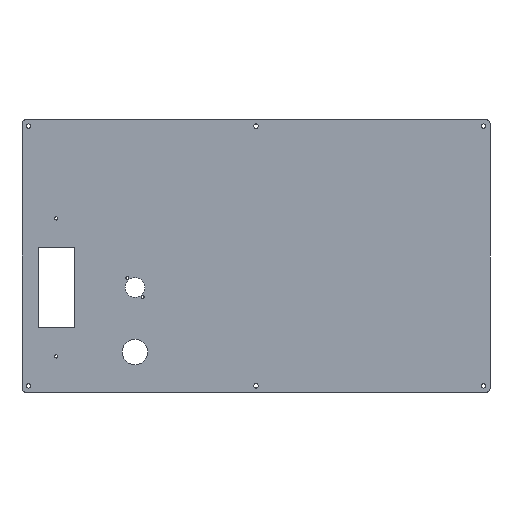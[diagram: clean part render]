
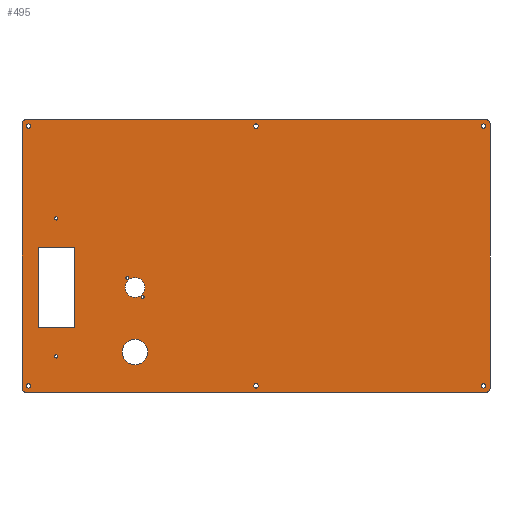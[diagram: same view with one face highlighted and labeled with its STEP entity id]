
A CAD part, front view. The second image highlights one B-rep face of the part: STEP entity #495.
In plain terms, the highlighted planar face has unit normal (0, -1, 0).
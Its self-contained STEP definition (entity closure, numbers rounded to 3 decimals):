
#52=CIRCLE('',#551,15.75);
#53=CIRCLE('',#552,1.75);
#54=CIRCLE('',#553,1.75);
#55=CIRCLE('',#554,12.3);
#56=CIRCLE('',#555,2.);
#57=CIRCLE('',#556,2.);
#58=CIRCLE('',#557,2.75);
#59=CIRCLE('',#558,2.75);
#60=CIRCLE('',#559,2.75);
#61=CIRCLE('',#560,2.75);
#62=CIRCLE('',#561,2.75);
#63=CIRCLE('',#562,2.75);
#64=CIRCLE('',#563,5.);
#65=CIRCLE('',#564,5.);
#66=CIRCLE('',#565,5.);
#67=CIRCLE('',#566,5.);
#108=ORIENTED_EDGE('',*,*,#224,.T.);
#109=ORIENTED_EDGE('',*,*,#225,.T.);
#110=ORIENTED_EDGE('',*,*,#226,.T.);
#111=ORIENTED_EDGE('',*,*,#227,.T.);
#112=ORIENTED_EDGE('',*,*,#228,.T.);
#113=ORIENTED_EDGE('',*,*,#229,.T.);
#114=ORIENTED_EDGE('',*,*,#230,.F.);
#115=ORIENTED_EDGE('',*,*,#231,.F.);
#116=ORIENTED_EDGE('',*,*,#232,.F.);
#117=ORIENTED_EDGE('',*,*,#233,.F.);
#118=ORIENTED_EDGE('',*,*,#234,.T.);
#119=ORIENTED_EDGE('',*,*,#235,.T.);
#120=ORIENTED_EDGE('',*,*,#236,.T.);
#121=ORIENTED_EDGE('',*,*,#237,.T.);
#122=ORIENTED_EDGE('',*,*,#238,.T.);
#123=ORIENTED_EDGE('',*,*,#239,.T.);
#124=ORIENTED_EDGE('',*,*,#198,.T.);
#125=ORIENTED_EDGE('',*,*,#240,.T.);
#126=ORIENTED_EDGE('',*,*,#200,.T.);
#127=ORIENTED_EDGE('',*,*,#241,.T.);
#128=ORIENTED_EDGE('',*,*,#190,.T.);
#129=ORIENTED_EDGE('',*,*,#242,.T.);
#130=ORIENTED_EDGE('',*,*,#194,.T.);
#131=ORIENTED_EDGE('',*,*,#243,.T.);
#190=EDGE_CURVE('',#251,#250,#298,.T.);
#194=EDGE_CURVE('',#255,#254,#302,.T.);
#198=EDGE_CURVE('',#259,#258,#306,.T.);
#200=EDGE_CURVE('',#260,#261,#308,.T.);
#224=EDGE_CURVE('',#280,#280,#52,.T.);
#225=EDGE_CURVE('',#281,#281,#53,.T.);
#226=EDGE_CURVE('',#282,#282,#54,.T.);
#227=EDGE_CURVE('',#283,#283,#55,.T.);
#228=EDGE_CURVE('',#284,#284,#56,.T.);
#229=EDGE_CURVE('',#285,#285,#57,.T.);
#230=EDGE_CURVE('',#286,#287,#316,.T.);
#231=EDGE_CURVE('',#288,#286,#317,.T.);
#232=EDGE_CURVE('',#289,#288,#318,.T.);
#233=EDGE_CURVE('',#287,#289,#319,.T.);
#234=EDGE_CURVE('',#290,#290,#58,.T.);
#235=EDGE_CURVE('',#291,#291,#59,.T.);
#236=EDGE_CURVE('',#292,#292,#60,.T.);
#237=EDGE_CURVE('',#293,#293,#61,.T.);
#238=EDGE_CURVE('',#294,#294,#62,.T.);
#239=EDGE_CURVE('',#295,#295,#63,.T.);
#240=EDGE_CURVE('',#258,#260,#64,.T.);
#241=EDGE_CURVE('',#261,#251,#65,.T.);
#242=EDGE_CURVE('',#250,#255,#66,.T.);
#243=EDGE_CURVE('',#254,#259,#67,.T.);
#250=VERTEX_POINT('',#739);
#251=VERTEX_POINT('',#741);
#254=VERTEX_POINT('',#748);
#255=VERTEX_POINT('',#750);
#258=VERTEX_POINT('',#757);
#259=VERTEX_POINT('',#759);
#260=VERTEX_POINT('',#763);
#261=VERTEX_POINT('',#764);
#280=VERTEX_POINT('',#809);
#281=VERTEX_POINT('',#811);
#282=VERTEX_POINT('',#813);
#283=VERTEX_POINT('',#815);
#284=VERTEX_POINT('',#817);
#285=VERTEX_POINT('',#819);
#286=VERTEX_POINT('',#821);
#287=VERTEX_POINT('',#822);
#288=VERTEX_POINT('',#824);
#289=VERTEX_POINT('',#826);
#290=VERTEX_POINT('',#829);
#291=VERTEX_POINT('',#831);
#292=VERTEX_POINT('',#833);
#293=VERTEX_POINT('',#835);
#294=VERTEX_POINT('',#837);
#295=VERTEX_POINT('',#839);
#298=LINE('',#740,#326);
#302=LINE('',#749,#330);
#306=LINE('',#758,#334);
#308=LINE('',#762,#336);
#316=LINE('',#820,#344);
#317=LINE('',#823,#345);
#318=LINE('',#825,#346);
#319=LINE('',#827,#347);
#326=VECTOR('',#593,1000.);
#330=VECTOR('',#599,1000.);
#334=VECTOR('',#605,1000.);
#336=VECTOR('',#609,1000.);
#344=VECTOR('',#665,1000.);
#345=VECTOR('',#666,1000.);
#346=VECTOR('',#667,1000.);
#347=VECTOR('',#668,1000.);
#370=EDGE_LOOP('',(#108));
#371=EDGE_LOOP('',(#109));
#372=EDGE_LOOP('',(#110));
#373=EDGE_LOOP('',(#111));
#374=EDGE_LOOP('',(#112));
#375=EDGE_LOOP('',(#113));
#376=EDGE_LOOP('',(#114,#115,#116,#117));
#377=EDGE_LOOP('',(#118));
#378=EDGE_LOOP('',(#119));
#379=EDGE_LOOP('',(#120));
#380=EDGE_LOOP('',(#121));
#381=EDGE_LOOP('',(#122));
#382=EDGE_LOOP('',(#123));
#383=EDGE_LOOP('',(#124,#125,#126,#127,#128,#129,#130,#131));
#434=FACE_BOUND('',#370,.T.);
#435=FACE_BOUND('',#371,.T.);
#436=FACE_BOUND('',#372,.T.);
#437=FACE_BOUND('',#373,.T.);
#438=FACE_BOUND('',#374,.T.);
#439=FACE_BOUND('',#375,.T.);
#440=FACE_BOUND('',#376,.T.);
#441=FACE_BOUND('',#377,.T.);
#442=FACE_BOUND('',#378,.T.);
#443=FACE_BOUND('',#379,.T.);
#444=FACE_BOUND('',#380,.T.);
#445=FACE_BOUND('',#381,.T.);
#446=FACE_BOUND('',#382,.T.);
#447=FACE_BOUND('',#383,.T.);
#485=PLANE('',#550);
#495=ADVANCED_FACE('',(#434,#435,#436,#437,#438,#439,#440,#441,#442,#443,
#444,#445,#446,#447),#485,.T.);
#550=AXIS2_PLACEMENT_3D('',#807,#651,#652);
#551=AXIS2_PLACEMENT_3D('',#808,#653,#654);
#552=AXIS2_PLACEMENT_3D('',#810,#655,#656);
#553=AXIS2_PLACEMENT_3D('',#812,#657,#658);
#554=AXIS2_PLACEMENT_3D('',#814,#659,#660);
#555=AXIS2_PLACEMENT_3D('',#816,#661,#662);
#556=AXIS2_PLACEMENT_3D('',#818,#663,#664);
#557=AXIS2_PLACEMENT_3D('',#828,#669,#670);
#558=AXIS2_PLACEMENT_3D('',#830,#671,#672);
#559=AXIS2_PLACEMENT_3D('',#832,#673,#674);
#560=AXIS2_PLACEMENT_3D('',#834,#675,#676);
#561=AXIS2_PLACEMENT_3D('',#836,#677,#678);
#562=AXIS2_PLACEMENT_3D('',#838,#679,#680);
#563=AXIS2_PLACEMENT_3D('',#840,#681,#682);
#564=AXIS2_PLACEMENT_3D('',#841,#683,#684);
#565=AXIS2_PLACEMENT_3D('',#842,#685,#686);
#566=AXIS2_PLACEMENT_3D('',#843,#687,#688);
#593=DIRECTION('',(0.,0.,-1.));
#599=DIRECTION('',(1.,0.,0.));
#605=DIRECTION('',(0.,0.,1.));
#609=DIRECTION('',(-1.,0.,0.));
#651=DIRECTION('',(0.,-1.,0.));
#652=DIRECTION('',(0.,0.,-1.));
#653=DIRECTION('',(0.,1.,0.));
#654=DIRECTION('',(0.,0.,-1.));
#655=DIRECTION('',(0.,1.,0.));
#656=DIRECTION('',(0.,0.,-1.));
#657=DIRECTION('',(0.,1.,0.));
#658=DIRECTION('',(0.,0.,-1.));
#659=DIRECTION('',(0.,1.,0.));
#660=DIRECTION('',(0.,0.,-1.));
#661=DIRECTION('',(0.,1.,0.));
#662=DIRECTION('',(0.,0.,-1.));
#663=DIRECTION('',(0.,1.,0.));
#664=DIRECTION('',(0.,0.,-1.));
#665=DIRECTION('',(0.,0.,-1.));
#666=DIRECTION('',(-1.,0.,0.));
#667=DIRECTION('',(0.,0.,1.));
#668=DIRECTION('',(1.,0.,0.));
#669=DIRECTION('',(0.,1.,0.));
#670=DIRECTION('',(0.,0.,-1.));
#671=DIRECTION('',(0.,1.,0.));
#672=DIRECTION('',(0.,0.,-1.));
#673=DIRECTION('',(0.,1.,0.));
#674=DIRECTION('',(0.,0.,-1.));
#675=DIRECTION('',(0.,1.,0.));
#676=DIRECTION('',(0.,0.,-1.));
#677=DIRECTION('',(0.,1.,0.));
#678=DIRECTION('',(0.,0.,-1.));
#679=DIRECTION('',(0.,1.,0.));
#680=DIRECTION('',(0.,0.,-1.));
#681=DIRECTION('',(0.,-1.,0.));
#682=DIRECTION('',(0.,0.,-1.));
#683=DIRECTION('',(0.,-1.,0.));
#684=DIRECTION('',(0.,0.,-1.));
#685=DIRECTION('',(0.,-1.,0.));
#686=DIRECTION('',(0.,0.,-1.));
#687=DIRECTION('',(0.,-1.,0.));
#688=DIRECTION('',(0.,0.,-1.));
#739=CARTESIAN_POINT('',(-247.062,0.,-223.565));
#740=CARTESIAN_POINT('',(-247.062,0.,109.435));
#741=CARTESIAN_POINT('',(-247.062,0.,104.435));
#748=CARTESIAN_POINT('',(327.938,0.,-228.565));
#749=CARTESIAN_POINT('',(-247.062,0.,-228.565));
#750=CARTESIAN_POINT('',(-242.062,0.,-228.565));
#757=CARTESIAN_POINT('',(332.938,0.,104.435));
#758=CARTESIAN_POINT('',(332.938,0.,-228.565));
#759=CARTESIAN_POINT('',(332.938,0.,-223.565));
#762=CARTESIAN_POINT('',(332.938,0.,109.435));
#763=CARTESIAN_POINT('',(327.938,0.,109.435));
#764=CARTESIAN_POINT('',(-242.062,0.,109.435));
#807=CARTESIAN_POINT('',(0.,0.,0.));
#808=CARTESIAN_POINT('',(-107.062,0.,-178.565));
#809=CARTESIAN_POINT('',(-107.062,0.,-194.315));
#810=CARTESIAN_POINT('',(-97.562,0.,-110.565));
#811=CARTESIAN_POINT('',(-97.562,0.,-112.315));
#812=CARTESIAN_POINT('',(-116.562,0.,-86.565));
#813=CARTESIAN_POINT('',(-116.562,0.,-88.315));
#814=CARTESIAN_POINT('',(-107.062,0.,-98.565));
#815=CARTESIAN_POINT('',(-107.062,0.,-110.865));
#816=CARTESIAN_POINT('',(-204.562,0.,-184.065));
#817=CARTESIAN_POINT('',(-204.562,0.,-186.065));
#818=CARTESIAN_POINT('',(-204.562,0.,-13.065));
#819=CARTESIAN_POINT('',(-204.562,0.,-15.065));
#820=CARTESIAN_POINT('',(-227.062,0.,-48.565));
#821=CARTESIAN_POINT('',(-227.062,0.,-48.565));
#822=CARTESIAN_POINT('',(-227.062,0.,-148.565));
#823=CARTESIAN_POINT('',(-182.062,0.,-48.565));
#824=CARTESIAN_POINT('',(-182.062,0.,-48.565));
#825=CARTESIAN_POINT('',(-182.062,0.,-148.565));
#826=CARTESIAN_POINT('',(-182.062,0.,-148.565));
#827=CARTESIAN_POINT('',(-227.062,0.,-148.565));
#828=CARTESIAN_POINT('',(42.938,0.,101.435));
#829=CARTESIAN_POINT('',(42.938,0.,98.685));
#830=CARTESIAN_POINT('',(-239.062,0.,101.435));
#831=CARTESIAN_POINT('',(-239.062,0.,98.685));
#832=CARTESIAN_POINT('',(-239.062,0.,-220.565));
#833=CARTESIAN_POINT('',(-239.062,0.,-223.315));
#834=CARTESIAN_POINT('',(42.938,0.,-220.565));
#835=CARTESIAN_POINT('',(42.938,0.,-223.315));
#836=CARTESIAN_POINT('',(324.938,0.,-220.565));
#837=CARTESIAN_POINT('',(324.938,0.,-223.315));
#838=CARTESIAN_POINT('',(324.938,0.,101.435));
#839=CARTESIAN_POINT('',(324.938,0.,98.685));
#840=CARTESIAN_POINT('',(327.938,0.,104.435));
#841=CARTESIAN_POINT('',(-242.062,0.,104.435));
#842=CARTESIAN_POINT('',(-242.062,0.,-223.565));
#843=CARTESIAN_POINT('',(327.938,0.,-223.565));
